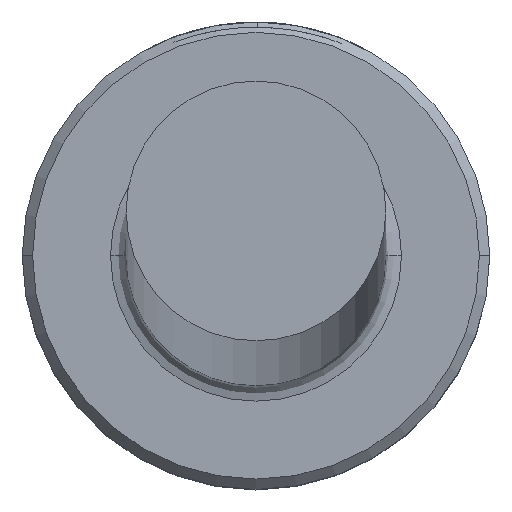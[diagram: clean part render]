
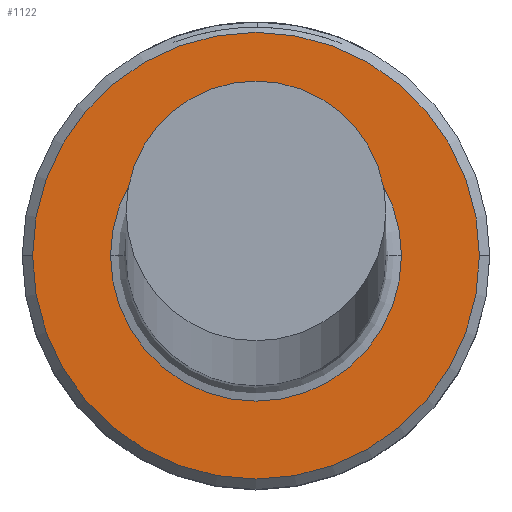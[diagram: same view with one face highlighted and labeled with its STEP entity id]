
A CAD part, top view. The second image highlights one B-rep face of the part: STEP entity #1122.
In plain terms, the highlighted planar face has unit normal (0, 0, 1).
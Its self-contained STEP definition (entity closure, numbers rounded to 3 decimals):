
#33 = DIRECTION ( 'NONE',  ( 0., 0., -1. ) ) ;
#34 = CARTESIAN_POINT ( 'NONE',  ( 4.3, 0., 6. ) ) ;
#104 = VERTEX_POINT ( 'NONE', #389 ) ;
#137 = CARTESIAN_POINT ( 'NONE',  ( 0., 0., 6. ) ) ;
#143 = CARTESIAN_POINT ( 'NONE',  ( -2.8, 0., 6. ) ) ;
#177 = CARTESIAN_POINT ( 'NONE',  ( 0., 0., 6. ) ) ;
#211 = DIRECTION ( 'NONE',  ( 0., 0., -1. ) ) ;
#232 = DIRECTION ( 'NONE',  ( 1., 0., 0. ) ) ;
#367 = PLANE ( 'NONE',  #647 ) ;
#389 = CARTESIAN_POINT ( 'NONE',  ( 2.8, 0., 6. ) ) ;
#411 = EDGE_LOOP ( 'NONE', ( #1088, #626 ) ) ;
#452 = DIRECTION ( 'NONE',  ( 1., 0., 0. ) ) ;
#465 = CIRCLE ( 'NONE', #664, 2.8 ) ;
#493 = CIRCLE ( 'NONE', #621, 4.3 ) ;
#512 = ORIENTED_EDGE ( 'NONE', *, *, #542, .T. ) ;
#542 = EDGE_CURVE ( 'NONE', #739, #987, #493, .T. ) ;
#547 = ORIENTED_EDGE ( 'NONE', *, *, #887, .T. ) ;
#554 = DIRECTION ( 'NONE',  ( 0., 0., 1. ) ) ;
#592 = CARTESIAN_POINT ( 'NONE',  ( 0., 0., 6. ) ) ;
#621 = AXIS2_PLACEMENT_3D ( 'NONE', #1073, #554, #1160 ) ;
#622 = CIRCLE ( 'NONE', #953, 4.3 ) ;
#626 = ORIENTED_EDGE ( 'NONE', *, *, #805, .T. ) ;
#647 = AXIS2_PLACEMENT_3D ( 'NONE', #177, #973, #452 ) ;
#659 = EDGE_CURVE ( 'NONE', #974, #104, #918, .T. ) ;
#664 = AXIS2_PLACEMENT_3D ( 'NONE', #592, #33, #673 ) ;
#673 = DIRECTION ( 'NONE',  ( -1., 0., 0. ) ) ;
#678 = FACE_OUTER_BOUND ( 'NONE', #941, .T. ) ;
#732 = CARTESIAN_POINT ( 'NONE',  ( 0., 0., 6. ) ) ;
#739 = VERTEX_POINT ( 'NONE', #1093 ) ;
#758 = DIRECTION ( 'NONE',  ( 0., 0., 1. ) ) ;
#805 = EDGE_CURVE ( 'NONE', #104, #974, #465, .T. ) ;
#822 = DIRECTION ( 'NONE',  ( -1., 0., 0. ) ) ;
#887 = EDGE_CURVE ( 'NONE', #987, #739, #622, .T. ) ;
#918 = CIRCLE ( 'NONE', #1079, 2.8 ) ;
#941 = EDGE_LOOP ( 'NONE', ( #512, #547 ) ) ;
#953 = AXIS2_PLACEMENT_3D ( 'NONE', #137, #758, #232 ) ;
#973 = DIRECTION ( 'NONE',  ( 0., 0., 1. ) ) ;
#974 = VERTEX_POINT ( 'NONE', #143 ) ;
#987 = VERTEX_POINT ( 'NONE', #34 ) ;
#1073 = CARTESIAN_POINT ( 'NONE',  ( 0., 0., 6. ) ) ;
#1079 = AXIS2_PLACEMENT_3D ( 'NONE', #732, #211, #822 ) ;
#1088 = ORIENTED_EDGE ( 'NONE', *, *, #659, .T. ) ;
#1093 = CARTESIAN_POINT ( 'NONE',  ( -4.3, 0., 6. ) ) ;
#1116 = FACE_BOUND ( 'NONE', #411, .T. ) ;
#1122 = ADVANCED_FACE ( 'NONE', ( #678, #1116 ), #367, .T. ) ;
#1160 = DIRECTION ( 'NONE',  ( 1., 0., 0. ) ) ;
